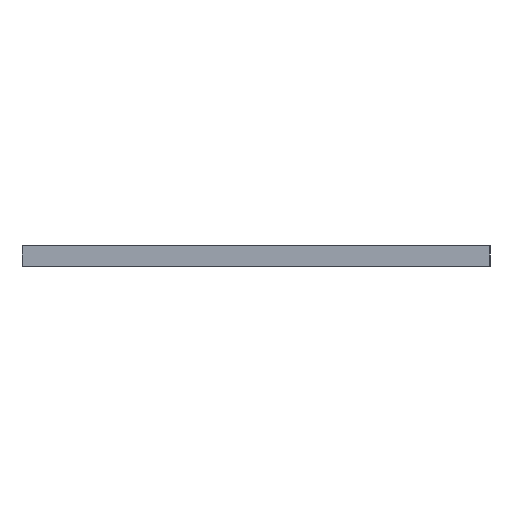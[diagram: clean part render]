
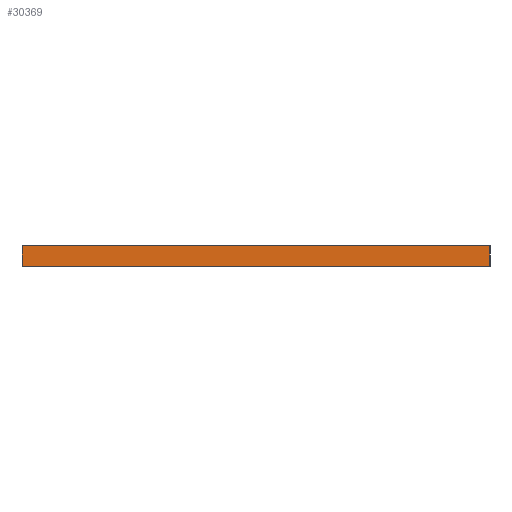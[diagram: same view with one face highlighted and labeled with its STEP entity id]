
A CAD part, left-side view. The second image highlights one B-rep face of the part: STEP entity #30369.
In plain terms, the highlighted planar face has unit normal (-1, 0, 0).
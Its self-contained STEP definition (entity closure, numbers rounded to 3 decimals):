
#30344 = VERTEX_POINT('',#30345);
#30345 = CARTESIAN_POINT('',(0.013,-35.987,
    1.6));
#30351 = EDGE_CURVE('',#30352,#30344,#30354,.T.);
#30352 = VERTEX_POINT('',#30353);
#30353 = CARTESIAN_POINT('',(0.013,-35.987,0.));
#30354 = LINE('',#30355,#30356);
#30355 = CARTESIAN_POINT('',(0.013,-35.987,0.));
#30356 = VECTOR('',#30357,1.);
#30357 = DIRECTION('',(0.,0.,1.));
#30369 = ADVANCED_FACE('',(#30370),#30395,.T.);
#30370 = FACE_BOUND('',#30371,.T.);
#30371 = EDGE_LOOP('',(#30372,#30373,#30381,#30389));
#30372 = ORIENTED_EDGE('',*,*,#30351,.T.);
#30373 = ORIENTED_EDGE('',*,*,#30374,.T.);
#30374 = EDGE_CURVE('',#30344,#30375,#30377,.T.);
#30375 = VERTEX_POINT('',#30376);
#30376 = CARTESIAN_POINT('',(0.013,-0.013,
    1.6));
#30377 = LINE('',#30378,#30379);
#30378 = CARTESIAN_POINT('',(0.013,-35.987,
    1.6));
#30379 = VECTOR('',#30380,1.);
#30380 = DIRECTION('',(0.,1.,0.));
#30381 = ORIENTED_EDGE('',*,*,#30382,.F.);
#30382 = EDGE_CURVE('',#30383,#30375,#30385,.T.);
#30383 = VERTEX_POINT('',#30384);
#30384 = CARTESIAN_POINT('',(0.013,-0.013,0.)
  );
#30385 = LINE('',#30386,#30387);
#30386 = CARTESIAN_POINT('',(0.013,-0.013,0.)
  );
#30387 = VECTOR('',#30388,1.);
#30388 = DIRECTION('',(0.,0.,1.));
#30389 = ORIENTED_EDGE('',*,*,#30390,.F.);
#30390 = EDGE_CURVE('',#30352,#30383,#30391,.T.);
#30391 = LINE('',#30392,#30393);
#30392 = CARTESIAN_POINT('',(0.013,-35.987,0.));
#30393 = VECTOR('',#30394,1.);
#30394 = DIRECTION('',(0.,1.,0.));
#30395 = PLANE('',#30396);
#30396 = AXIS2_PLACEMENT_3D('',#30397,#30398,#30399);
#30397 = CARTESIAN_POINT('',(0.013,-35.987,0.));
#30398 = DIRECTION('',(-1.,0.,0.));
#30399 = DIRECTION('',(0.,1.,0.));
